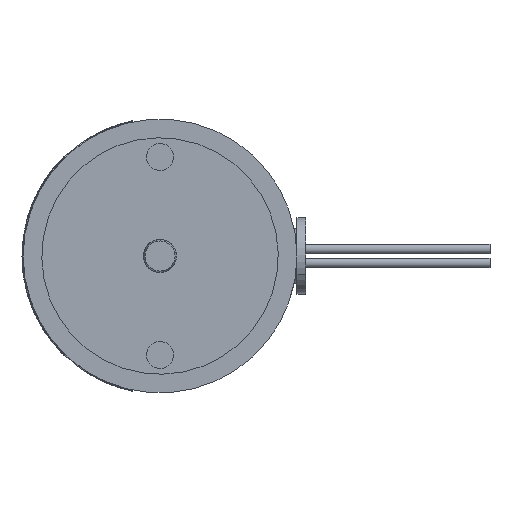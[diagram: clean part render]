
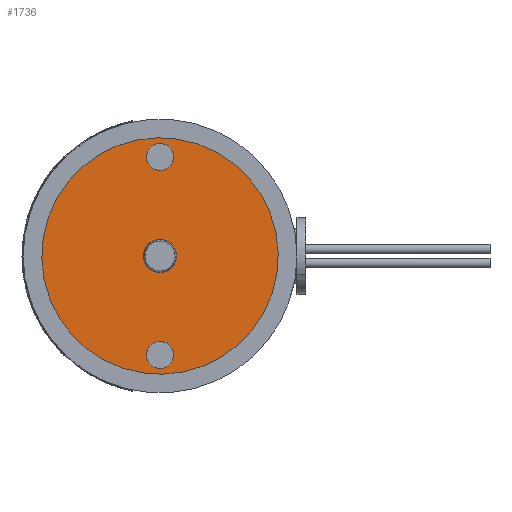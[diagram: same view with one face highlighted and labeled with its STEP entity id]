
A CAD part, front view. The second image highlights one B-rep face of the part: STEP entity #1736.
In plain terms, the highlighted planar face has unit normal (0, -1, 0).
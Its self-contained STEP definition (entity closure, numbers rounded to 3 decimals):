
#342=AXIS2_PLACEMENT_3D('Circle Axis2P3D',#340,#341,$) ;
#361=AXIS2_PLACEMENT_3D('Circle Axis2P3D',#359,#360,$) ;
#394=AXIS2_PLACEMENT_3D('Circle Axis2P3D',#392,#393,$) ;
#413=AXIS2_PLACEMENT_3D('Circle Axis2P3D',#411,#412,$) ;
#656=AXIS2_PLACEMENT_3D('Circle Axis2P3D',#654,#655,$) ;
#686=AXIS2_PLACEMENT_3D('Circle Axis2P3D',#684,#685,$) ;
#929=AXIS2_PLACEMENT_3D('Circle Axis2P3D',#927,#928,$) ;
#953=AXIS2_PLACEMENT_3D('Circle Axis2P3D',#951,#952,$) ;
#986=AXIS2_PLACEMENT_3D('Circle Axis2P3D',#984,#985,$) ;
#1010=AXIS2_PLACEMENT_3D('Circle Axis2P3D',#1008,#1009,$) ;
#1713=AXIS2_PLACEMENT_3D('Plane Axis2P3D',#1710,#1711,#1712) ;
#337=CARTESIAN_POINT('Vertex',(5.154,-0.275,9.434)) ;
#340=CARTESIAN_POINT('Axis2P3D Location',(0.,-0.275,0.)) ;
#344=CARTESIAN_POINT('Vertex',(9.434,-0.275,-5.154)) ;
#359=CARTESIAN_POINT('Axis2P3D Location',(0.,-0.275,0.)) ;
#363=CARTESIAN_POINT('Vertex',(-5.154,-0.275,-9.434)) ;
#392=CARTESIAN_POINT('Axis2P3D Location',(0.,-0.275,0.)) ;
#396=CARTESIAN_POINT('Vertex',(-9.434,-0.275,5.154)) ;
#411=CARTESIAN_POINT('Axis2P3D Location',(0.,-0.275,0.)) ;
#618=CARTESIAN_POINT('Vertex',(1.399,-0.275,-0.541)) ;
#651=CARTESIAN_POINT('Vertex',(-1.19,-0.275,-0.913)) ;
#654=CARTESIAN_POINT('Axis2P3D Location',(0.,-0.275,0.)) ;
#673=CARTESIAN_POINT('Vertex',(-1.386,-0.275,0.574)) ;
#684=CARTESIAN_POINT('Axis2P3D Location',(0.,-0.275,0.)) ;
#736=CARTESIAN_POINT('Line Origine',(-0.744,-0.275,-0.854)) ;
#740=CARTESIAN_POINT('Vertex',(-0.299,-0.275,-0.796)) ;
#760=CARTESIAN_POINT('Line Origine',(-0.94,-0.275,0.633)) ;
#764=CARTESIAN_POINT('Vertex',(-0.494,-0.275,0.691)) ;
#784=CARTESIAN_POINT('Line Origine',(-0.397,-0.275,-0.052)) ;
#924=CARTESIAN_POINT('Vertex',(1.079,-0.275,9.589)) ;
#927=CARTESIAN_POINT('Axis2P3D Location',(0.,-0.275,9.)) ;
#931=CARTESIAN_POINT('Vertex',(-1.079,-0.275,8.411)) ;
#951=CARTESIAN_POINT('Axis2P3D Location',(0.,-0.275,9.)) ;
#981=CARTESIAN_POINT('Vertex',(-1.079,-0.275,-9.589)) ;
#984=CARTESIAN_POINT('Axis2P3D Location',(0.,-0.275,-9.)) ;
#988=CARTESIAN_POINT('Vertex',(1.079,-0.275,-8.411)) ;
#1008=CARTESIAN_POINT('Axis2P3D Location',(0.,-0.275,-9.)) ;
#1710=CARTESIAN_POINT('Axis2P3D Location',(0.,-0.275,0.)) ;
#341=DIRECTION('Axis2P3D Direction',(0.,1.,0.)) ;
#360=DIRECTION('Axis2P3D Direction',(0.,1.,0.)) ;
#393=DIRECTION('Axis2P3D Direction',(0.,1.,0.)) ;
#412=DIRECTION('Axis2P3D Direction',(0.,1.,0.)) ;
#655=DIRECTION('Axis2P3D Direction',(0.,1.,0.)) ;
#685=DIRECTION('Axis2P3D Direction',(0.,1.,0.)) ;
#737=DIRECTION('Vector Direction',(-0.991,0.,-0.131)) ;
#761=DIRECTION('Vector Direction',(-0.991,0.,-0.131)) ;
#785=DIRECTION('Vector Direction',(0.131,0.,-0.991)) ;
#928=DIRECTION('Axis2P3D Direction',(0.,-1.,0.)) ;
#952=DIRECTION('Axis2P3D Direction',(0.,-1.,0.)) ;
#985=DIRECTION('Axis2P3D Direction',(0.,-1.,0.)) ;
#1009=DIRECTION('Axis2P3D Direction',(0.,-1.,0.)) ;
#1711=DIRECTION('Axis2P3D Direction',(0.,1.,0.)) ;
#1712=DIRECTION('Axis2P3D XDirection',(-1.,0.,0.)) ;
#738=VECTOR('Line Direction',#737,1.) ;
#762=VECTOR('Line Direction',#761,1.) ;
#786=VECTOR('Line Direction',#785,1.) ;
#1716=ORIENTED_EDGE('',*,*,#346,.F.) ;
#1717=ORIENTED_EDGE('',*,*,#415,.F.) ;
#1718=ORIENTED_EDGE('',*,*,#398,.F.) ;
#1719=ORIENTED_EDGE('',*,*,#365,.F.) ;
#1722=ORIENTED_EDGE('',*,*,#766,.T.) ;
#1723=ORIENTED_EDGE('',*,*,#688,.T.) ;
#1724=ORIENTED_EDGE('',*,*,#658,.T.) ;
#1725=ORIENTED_EDGE('',*,*,#742,.F.) ;
#1726=ORIENTED_EDGE('',*,*,#788,.F.) ;
#1729=ORIENTED_EDGE('',*,*,#933,.T.) ;
#1730=ORIENTED_EDGE('',*,*,#955,.T.) ;
#1733=ORIENTED_EDGE('',*,*,#990,.T.) ;
#1734=ORIENTED_EDGE('',*,*,#1012,.T.) ;
#1727=FACE_BOUND('',#1721,.T.) ;
#1731=FACE_BOUND('',#1728,.T.) ;
#1735=FACE_BOUND('',#1732,.T.) ;
#1736=ADVANCED_FACE('Hauptk\X2\00F6\X0\rper',(#1720,#1727,#1731,#1735),#1714,.F.) ;
#343=CIRCLE('generated circle',#342,10.75) ;
#362=CIRCLE('generated circle',#361,10.75) ;
#395=CIRCLE('generated circle',#394,10.75) ;
#414=CIRCLE('generated circle',#413,10.75) ;
#657=CIRCLE('generated circle',#656,1.5) ;
#687=CIRCLE('generated circle',#686,1.5) ;
#930=CIRCLE('generated circle',#929,1.23) ;
#954=CIRCLE('generated circle',#953,1.23) ;
#987=CIRCLE('generated circle',#986,1.23) ;
#1011=CIRCLE('generated circle',#1010,1.23) ;
#346=EDGE_CURVE('',#338,#345,#343,.T.) ;
#365=EDGE_CURVE('',#345,#364,#362,.T.) ;
#398=EDGE_CURVE('',#364,#397,#395,.T.) ;
#415=EDGE_CURVE('',#397,#338,#414,.T.) ;
#658=EDGE_CURVE('',#619,#652,#657,.T.) ;
#688=EDGE_CURVE('',#674,#619,#687,.T.) ;
#742=EDGE_CURVE('',#741,#652,#739,.T.) ;
#766=EDGE_CURVE('',#765,#674,#763,.T.) ;
#788=EDGE_CURVE('',#765,#741,#787,.T.) ;
#933=EDGE_CURVE('',#932,#925,#930,.F.) ;
#955=EDGE_CURVE('',#925,#932,#954,.F.) ;
#990=EDGE_CURVE('',#989,#982,#987,.F.) ;
#1012=EDGE_CURVE('',#982,#989,#1011,.F.) ;
#1715=EDGE_LOOP('',(#1716,#1717,#1718,#1719)) ;
#1721=EDGE_LOOP('',(#1722,#1723,#1724,#1725,#1726)) ;
#1728=EDGE_LOOP('',(#1729,#1730)) ;
#1732=EDGE_LOOP('',(#1733,#1734)) ;
#1720=FACE_OUTER_BOUND('',#1715,.T.) ;
#739=LINE('Line',#736,#738) ;
#763=LINE('Line',#760,#762) ;
#787=LINE('Line',#784,#786) ;
#1714=PLANE('Plane',#1713) ;
#338=VERTEX_POINT('',#337) ;
#345=VERTEX_POINT('',#344) ;
#364=VERTEX_POINT('',#363) ;
#397=VERTEX_POINT('',#396) ;
#619=VERTEX_POINT('',#618) ;
#652=VERTEX_POINT('',#651) ;
#674=VERTEX_POINT('',#673) ;
#741=VERTEX_POINT('',#740) ;
#765=VERTEX_POINT('',#764) ;
#925=VERTEX_POINT('',#924) ;
#932=VERTEX_POINT('',#931) ;
#982=VERTEX_POINT('',#981) ;
#989=VERTEX_POINT('',#988) ;
